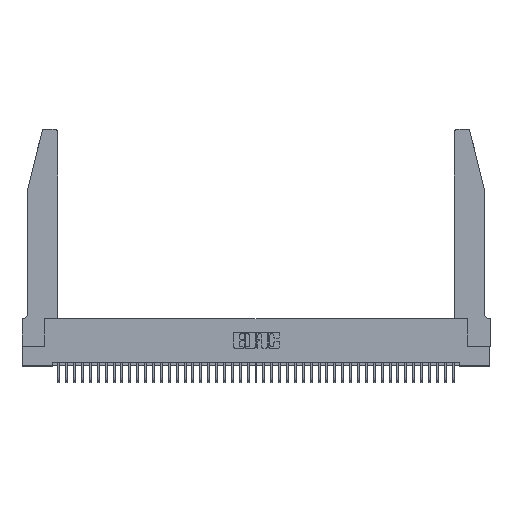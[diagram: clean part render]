
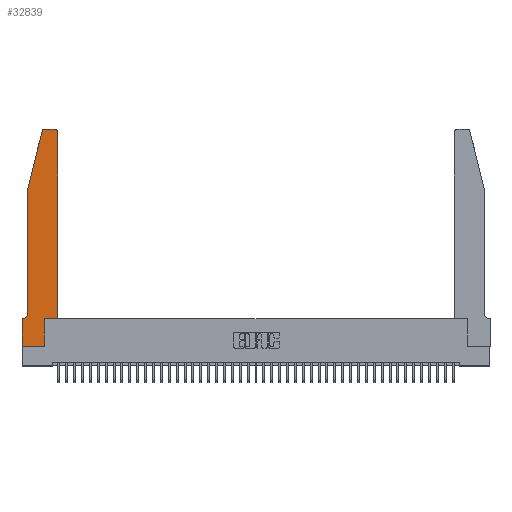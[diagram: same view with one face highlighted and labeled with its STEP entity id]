
A CAD part, top view. The second image highlights one B-rep face of the part: STEP entity #32839.
In plain terms, the highlighted planar face has unit normal (0, 0, 1).
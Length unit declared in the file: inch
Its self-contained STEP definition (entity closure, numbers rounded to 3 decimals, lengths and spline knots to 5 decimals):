
#345 = AXIS2_PLACEMENT_3D ( 'NONE', #28242, #12103, #22585 ) ;
#904 = VECTOR ( 'NONE', #24395, 39.37008 ) ;
#1886 = VECTOR ( 'NONE', #34608, 39.37008 ) ;
#2846 = CARTESIAN_POINT ( 'NONE',  ( 0., 0., 0.37 ) ) ;
#2967 = ORIENTED_EDGE ( 'NONE', *, *, #29233, .T. ) ;
#3042 = ORIENTED_EDGE ( 'NONE', *, *, #15733, .T. ) ;
#3199 = DIRECTION ( 'NONE',  ( 1., 0., 0. ) ) ;
#4198 = ORIENTED_EDGE ( 'NONE', *, *, #12045, .T. ) ;
#4700 = VECTOR ( 'NONE', #31951, 39.37008 ) ;
#5386 = EDGE_CURVE ( 'NONE', #38318, #11386, #11147, .T. ) ;
#5481 = ORIENTED_EDGE ( 'NONE', *, *, #43860, .T. ) ;
#5489 = DIRECTION ( 'NONE',  ( 1., 0., 0. ) ) ;
#6075 = AXIS2_PLACEMENT_3D ( 'NONE', #23134, #40870, #44379 ) ;
#8737 = CARTESIAN_POINT ( 'NONE',  ( 0.0055, 0.35, 0.37 ) ) ;
#8802 = VERTEX_POINT ( 'NONE', #26775 ) ;
#8982 = CARTESIAN_POINT ( 'NONE',  ( 0., 0.35, 0.37 ) ) ;
#9041 = CARTESIAN_POINT ( 'NONE',  ( 0.0755, 0.42, 0.37 ) ) ;
#9826 = VERTEX_POINT ( 'NONE', #10853 ) ;
#10551 = CIRCLE ( 'NONE', #30338, 0.03 ) ;
#10853 = CARTESIAN_POINT ( 'NONE',  ( 0.2865, 0., 0.37 ) ) ;
#11147 = LINE ( 'NONE', #2846, #1886 ) ;
#11211 = DIRECTION ( 'NONE',  ( -0.239, -0.971, 0. ) ) ;
#11386 = VERTEX_POINT ( 'NONE', #15578 ) ;
#11795 = VERTEX_POINT ( 'NONE', #18422 ) ;
#12045 = EDGE_CURVE ( 'NONE', #27440, #8802, #44194, .T. ) ;
#12103 = DIRECTION ( 'NONE',  ( 0., 0., -1. ) ) ;
#12999 = CARTESIAN_POINT ( 'NONE',  ( 0., 0.35, 0.37 ) ) ;
#13424 = LINE ( 'NONE', #24045, #4700 ) ;
#13457 = VERTEX_POINT ( 'NONE', #16951 ) ;
#13562 = VERTEX_POINT ( 'NONE', #17907 ) ;
#13699 = VERTEX_POINT ( 'NONE', #8737 ) ;
#14344 = VECTOR ( 'NONE', #39255, 39.37008 ) ;
#14470 = EDGE_CURVE ( 'NONE', #43895, #13562, #13424, .T. ) ;
#14597 = EDGE_CURVE ( 'NONE', #11795, #43895, #27032, .T. ) ;
#15048 = DIRECTION ( 'NONE',  ( -1., 0., 0. ) ) ;
#15128 = CARTESIAN_POINT ( 'NONE',  ( 0.25487, 2.72718, 0.37 ) ) ;
#15578 = CARTESIAN_POINT ( 'NONE',  ( 0., 0., 0.37 ) ) ;
#15645 = LINE ( 'NONE', #24251, #904 ) ;
#15733 = EDGE_CURVE ( 'NONE', #9826, #11795, #28525, .T. ) ;
#16038 = LINE ( 'NONE', #39690, #29712 ) ;
#16891 = ORIENTED_EDGE ( 'NONE', *, *, #5386, .T. ) ;
#16950 = CARTESIAN_POINT ( 'NONE',  ( 0.4505, 0.35, 0.37 ) ) ;
#16951 = CARTESIAN_POINT ( 'NONE',  ( 0.284, 2.75, 0.37 ) ) ;
#17907 = CARTESIAN_POINT ( 'NONE',  ( 0.4505, 2.72, 0.37 ) ) ;
#18422 = CARTESIAN_POINT ( 'NONE',  ( 0.2865, 0.35, 0.37 ) ) ;
#18849 = ORIENTED_EDGE ( 'NONE', *, *, #20800, .T. ) ;
#18923 = DIRECTION ( 'NONE',  ( 0., 0., 1. ) ) ;
#19987 = ORIENTED_EDGE ( 'NONE', *, *, #14597, .T. ) ;
#20405 = AXIS2_PLACEMENT_3D ( 'NONE', #8982, #26364, #5489 ) ;
#20454 = VERTEX_POINT ( 'NONE', #9041 ) ;
#20800 = EDGE_CURVE ( 'NONE', #13457, #27440, #35263, .T. ) ;
#22329 = EDGE_CURVE ( 'NONE', #8802, #20454, #31865, .T. ) ;
#22427 = CARTESIAN_POINT ( 'NONE',  ( 0.0755, 2., 0.37 ) ) ;
#22585 = DIRECTION ( 'NONE',  ( -1., 0., 0. ) ) ;
#22591 = VECTOR ( 'NONE', #33284, 39.37008 ) ;
#22690 = VECTOR ( 'NONE', #3199, 39.37008 ) ;
#23131 = ORIENTED_EDGE ( 'NONE', *, *, #30877, .T. ) ;
#23134 = CARTESIAN_POINT ( 'NONE',  ( 0.284, 2.72, 0.37 ) ) ;
#24045 = CARTESIAN_POINT ( 'NONE',  ( 0.4505, 0.35, 0.37 ) ) ;
#24251 = CARTESIAN_POINT ( 'NONE',  ( 0., 0., 0.37 ) ) ;
#24395 = DIRECTION ( 'NONE',  ( 1., 0., 0. ) ) ;
#25576 = CARTESIAN_POINT ( 'NONE',  ( 0.4505, 0.35, 0.37 ) ) ;
#26209 = PLANE ( 'NONE',  #20405 ) ;
#26364 = DIRECTION ( 'NONE',  ( 0., 0., 1. ) ) ;
#26373 = LINE ( 'NONE', #40408, #41140 ) ;
#26775 = CARTESIAN_POINT ( 'NONE',  ( 0.0755, 2., 0.37 ) ) ;
#27032 = LINE ( 'NONE', #16950, #22690 ) ;
#27321 = ORIENTED_EDGE ( 'NONE', *, *, #37078, .T. ) ;
#27440 = VERTEX_POINT ( 'NONE', #15128 ) ;
#27649 = EDGE_LOOP ( 'NONE', ( #5481, #18849, #4198, #40723, #27321, #44291, #16891, #2967, #3042, #19987, #34187, #23131 ) ) ;
#28242 = CARTESIAN_POINT ( 'NONE',  ( 0.0055, 0.42, 0.37 ) ) ;
#28525 = LINE ( 'NONE', #42282, #14344 ) ;
#29233 = EDGE_CURVE ( 'NONE', #11386, #9826, #15645, .T. ) ;
#29712 = VECTOR ( 'NONE', #15048, 39.37008 ) ;
#30338 = AXIS2_PLACEMENT_3D ( 'NONE', #33132, #18923, #36392 ) ;
#30877 = EDGE_CURVE ( 'NONE', #13562, #38054, #10551, .T. ) ;
#31865 = LINE ( 'NONE', #22427, #22591 ) ;
#31951 = DIRECTION ( 'NONE',  ( 0., 1., 0. ) ) ;
#32729 = DIRECTION ( 'NONE',  ( -1., 0., 0. ) ) ;
#32839 = ADVANCED_FACE ( 'NONE', ( #34513 ), #26209, .T. ) ;
#33132 = CARTESIAN_POINT ( 'NONE',  ( 0.4205, 2.72, 0.37 ) ) ;
#33254 = VECTOR ( 'NONE', #11211, 39.37008 ) ;
#33284 = DIRECTION ( 'NONE',  ( 0., -1., 0. ) ) ;
#34187 = ORIENTED_EDGE ( 'NONE', *, *, #14470, .T. ) ;
#34513 = FACE_OUTER_BOUND ( 'NONE', #27649, .T. ) ;
#34608 = DIRECTION ( 'NONE',  ( 0., -1., 0. ) ) ;
#35263 = CIRCLE ( 'NONE', #6075, 0.03 ) ;
#36392 = DIRECTION ( 'NONE',  ( 1., 0., 0. ) ) ;
#37078 = EDGE_CURVE ( 'NONE', #20454, #13699, #41917, .T. ) ;
#38031 = CARTESIAN_POINT ( 'NONE',  ( 0.4205, 2.75, 0.37 ) ) ;
#38054 = VERTEX_POINT ( 'NONE', #38031 ) ;
#38318 = VERTEX_POINT ( 'NONE', #12999 ) ;
#39255 = DIRECTION ( 'NONE',  ( 0., 1., 0. ) ) ;
#39396 = EDGE_CURVE ( 'NONE', #13699, #38318, #26373, .T. ) ;
#39690 = CARTESIAN_POINT ( 'NONE',  ( 0.2605, 2.75, 0.37 ) ) ;
#40408 = CARTESIAN_POINT ( 'NONE',  ( 0.0755, 0.35, 0.37 ) ) ;
#40723 = ORIENTED_EDGE ( 'NONE', *, *, #22329, .T. ) ;
#40870 = DIRECTION ( 'NONE',  ( 0., 0., 1. ) ) ;
#41140 = VECTOR ( 'NONE', #32729, 39.37008 ) ;
#41917 = CIRCLE ( 'NONE', #345, 0.07 ) ;
#42282 = CARTESIAN_POINT ( 'NONE',  ( 0.2865, 0.35, 0.37 ) ) ;
#43174 = CARTESIAN_POINT ( 'NONE',  ( 0.0755, 2., 0.37 ) ) ;
#43860 = EDGE_CURVE ( 'NONE', #38054, #13457, #16038, .T. ) ;
#43895 = VERTEX_POINT ( 'NONE', #25576 ) ;
#44194 = LINE ( 'NONE', #43174, #33254 ) ;
#44291 = ORIENTED_EDGE ( 'NONE', *, *, #39396, .T. ) ;
#44379 = DIRECTION ( 'NONE',  ( 1., 0., 0. ) ) ;
